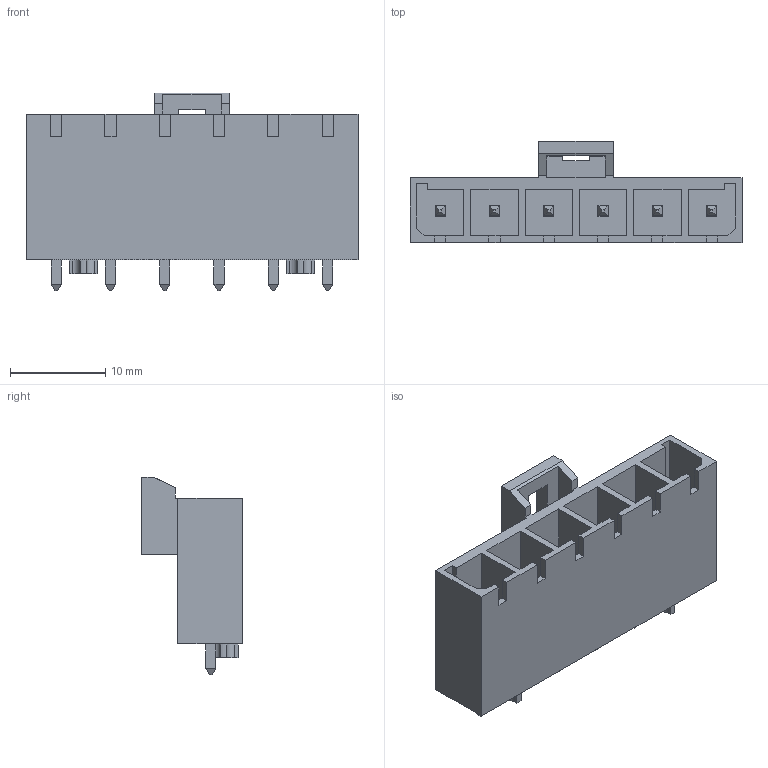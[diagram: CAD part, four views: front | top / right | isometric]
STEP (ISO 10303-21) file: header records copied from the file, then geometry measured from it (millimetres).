
FILE_DESCRIPTION(('FreeCAD Model'),'2;1');
FILE_NAME('Open CASCADE Shape Model','2023-06-26T15:33:51',( 'kicad StepUp'),('ksu MCAD'),'Open CASCADE STEP processor 7.6', 'FreeCAD','Unknown');
FILE_SCHEMA(('AUTOMOTIVE_DESIGN { 1 0 10303 214 1 1 1 1 }'));
Length unit declared in the file: millimetre
Products named in the file (1): MF_507_6_VERT
Bounding box: 34.85 x 10.6 x 20.73 mm (x, y, z)
Volume: 2170.2 mm3; surface area: 3586.5 mm2
Topology: 1 solids, 1 shells, 219 faces, 567 edges, 362 vertices
Faces by surface type: plane 203, cylinder 16
Entity records: 6535 total; most frequent: CARTESIAN_POINT 1149, ORIENTED_EDGE 1134, DIRECTION 1039, EDGE_CURVE 567, LINE 535, VECTOR 535, VERTEX_POINT 362, AXIS2_PLACEMENT_3D 252
